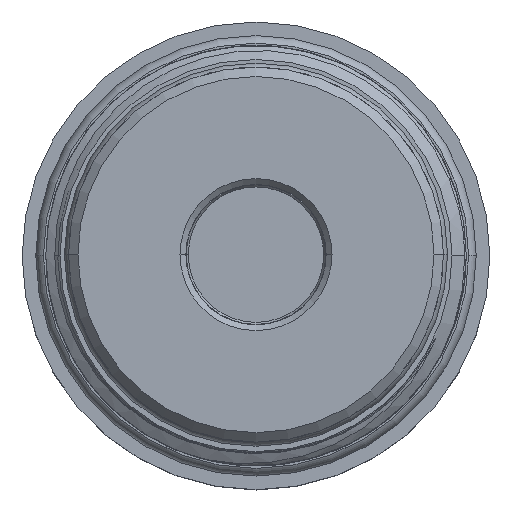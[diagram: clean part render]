
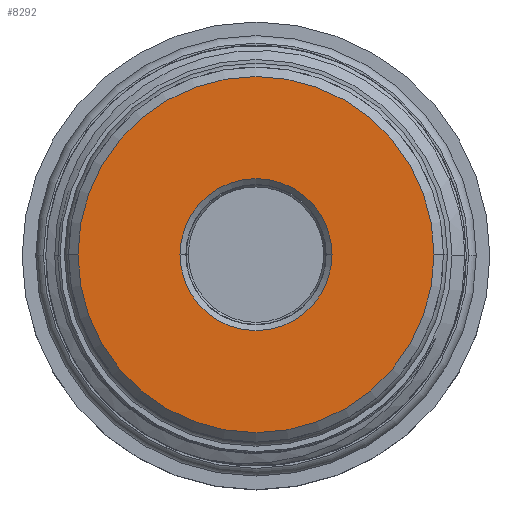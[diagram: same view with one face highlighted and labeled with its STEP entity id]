
A CAD part, top view. The second image highlights one B-rep face of the part: STEP entity #8292.
In plain terms, the highlighted planar face has unit normal (0, 0, 1).
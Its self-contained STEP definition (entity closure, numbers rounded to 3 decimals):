
#59 = EDGE_CURVE ( 'NONE', #8806, #8969, #794, .T. ) ;
#249 = EDGE_CURVE ( 'NONE', #8583, #8963, #851, .T. ) ;
#317 = FACE_BOUND ( 'NONE', #7681, .T. ) ;
#755 = FACE_OUTER_BOUND ( 'NONE', #7620, .T. ) ;
#794 = CIRCLE ( 'NONE', #9227, 6.435 ) ;
#851 = CIRCLE ( 'NONE', #9613, 15.075 ) ;
#1446 = ORIENTED_EDGE ( 'NONE', *, *, #249, .T. ) ;
#1582 = ORIENTED_EDGE ( 'NONE', *, *, #9271, .T. ) ;
#1606 = ORIENTED_EDGE ( 'NONE', *, *, #59, .T. ) ;
#1611 = ORIENTED_EDGE ( 'NONE', *, *, #9341, .T. ) ;
#2629 = CARTESIAN_POINT ( 'NONE',  ( 0., 0., 123.242 ) ) ;
#2630 = DIRECTION ( 'NONE',  ( 0., 0., 1. ) ) ;
#2631 = DIRECTION ( 'NONE',  ( 1., 0., 0. ) ) ;
#3810 = AXIS2_PLACEMENT_3D ( 'NONE', #5123, #5122, #5121 ) ;
#3852 = AXIS2_PLACEMENT_3D ( 'NONE', #2629, #2630, #2631 ) ;
#4053 = DIRECTION ( 'NONE',  ( -1., 0., 0. ) ) ;
#4531 = CARTESIAN_POINT ( 'NONE',  ( 0., 0., 123.242 ) ) ;
#4610 = DIRECTION ( 'NONE',  ( 0., 0., -1. ) ) ;
#4754 = CIRCLE ( 'NONE', #3810, 6.435 ) ;
#4912 = CIRCLE ( 'NONE', #3852, 15.075 ) ;
#5121 = DIRECTION ( 'NONE',  ( -1., 0., 0. ) ) ;
#5122 = DIRECTION ( 'NONE',  ( 0., 0., -1. ) ) ;
#5123 = CARTESIAN_POINT ( 'NONE',  ( 0., 0., 123.242 ) ) ;
#7620 = EDGE_LOOP ( 'NONE', ( #1446, #1611 ) ) ;
#7681 = EDGE_LOOP ( 'NONE', ( #1582, #1606 ) ) ;
#8163 = CARTESIAN_POINT ( 'NONE',  ( -6.435, 0., 123.242 ) ) ;
#8292 = ADVANCED_FACE ( 'NONE', ( #317, #755 ), #10534, .F. ) ;
#8583 = VERTEX_POINT ( 'NONE', #9032 ) ;
#8806 = VERTEX_POINT ( 'NONE', #8163 ) ;
#8963 = VERTEX_POINT ( 'NONE', #11003 ) ;
#8969 = VERTEX_POINT ( 'NONE', #11006 ) ;
#9032 = CARTESIAN_POINT ( 'NONE',  ( -15.075, 0., 123.242 ) ) ;
#9227 = AXIS2_PLACEMENT_3D ( 'NONE', #4531, #4610, #4053 ) ;
#9271 = EDGE_CURVE ( 'NONE', #8969, #8806, #4754, .T. ) ;
#9341 = EDGE_CURVE ( 'NONE', #8963, #8583, #4912, .T. ) ;
#9572 = AXIS2_PLACEMENT_3D ( 'NONE', #10531, #10536, #10537 ) ;
#9613 = AXIS2_PLACEMENT_3D ( 'NONE', #9915, #9916, #9914 ) ;
#9914 = DIRECTION ( 'NONE',  ( 1., 0., 0. ) ) ;
#9915 = CARTESIAN_POINT ( 'NONE',  ( 0., 0., 123.242 ) ) ;
#9916 = DIRECTION ( 'NONE',  ( 0., 0., 1. ) ) ;
#10531 = CARTESIAN_POINT ( 'NONE',  ( 0., 0., 123.242 ) ) ;
#10534 = PLANE ( 'NONE',  #9572 ) ;
#10536 = DIRECTION ( 'NONE',  ( 0., 0., -1. ) ) ;
#10537 = DIRECTION ( 'NONE',  ( -1., 0., 0. ) ) ;
#11003 = CARTESIAN_POINT ( 'NONE',  ( 15.075, 0., 123.242 ) ) ;
#11006 = CARTESIAN_POINT ( 'NONE',  ( 6.435, 0., 123.242 ) ) ;
